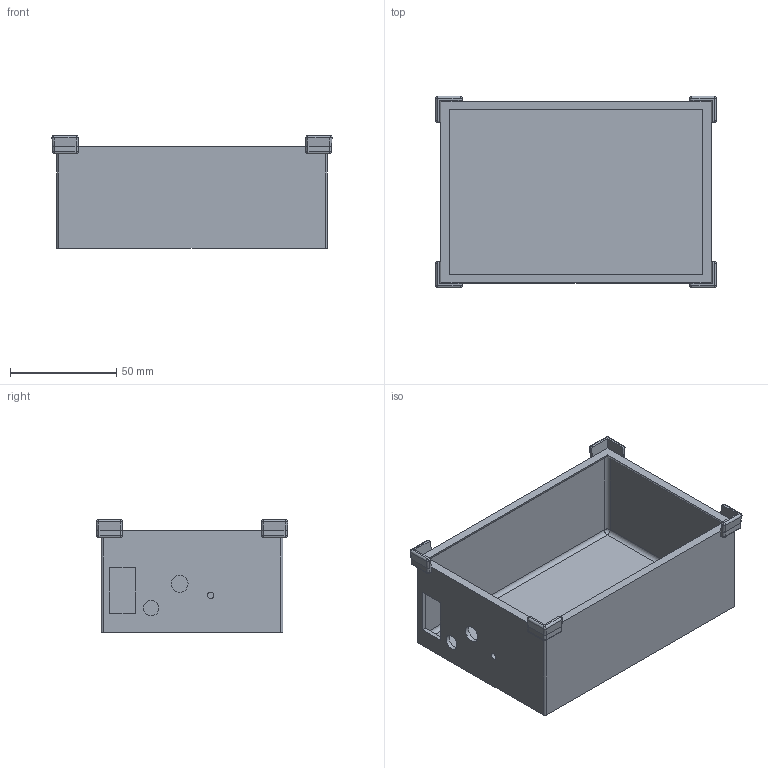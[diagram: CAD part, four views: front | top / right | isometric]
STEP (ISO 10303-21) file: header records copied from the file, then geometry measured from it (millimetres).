
FILE_DESCRIPTION(/* description */ (''),/* implementation_level */ '2;1');
FILE_NAME(/* name */ 'Dual_Stir_Plate_base.step',/* time_stamp */ '2025-08-24T14:30:54-07:00',/* author */ (''),/* organization */ (''),/* preprocessor_version */ 'ST-DEVELOPER v20.1',/* originating_system */ 'Autodesk Translation Framework v14.10.0.0',/* authorisation */ '');
FILE_SCHEMA (('AUTOMOTIVE_DESIGN { 1 0 10303 214 3 1 1 }'));
Length unit declared in the file: millimetre
Products named in the file (1): twin_stir_plate_enclosure_copy
Bounding box: 131.69 x 90.09 x 53 mm (x, y, z)
Volume: 62500.2 mm3; surface area: 62370.1 mm2
Topology: 1 solids, 1 shells, 158 faces, 366 edges, 210 vertices
Faces by surface type: cylinder 75, plane 55, sphere 28
Full cylindrical faces by diameter (mm): 3 x1, 7.2 x1, 8 x1
Entity records: 4481 total; most frequent: DIRECTION 814, CARTESIAN_POINT 791, ORIENTED_EDGE 732, EDGE_CURVE 366, AXIS2_PLACEMENT_3D 297, LINE 220, VECTOR 220, VERTEX_POINT 210
